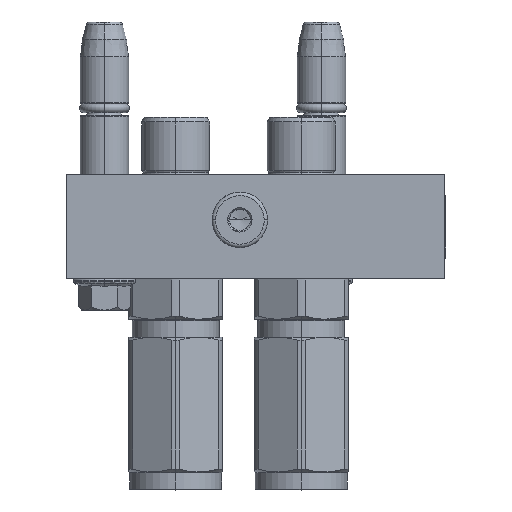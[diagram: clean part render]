
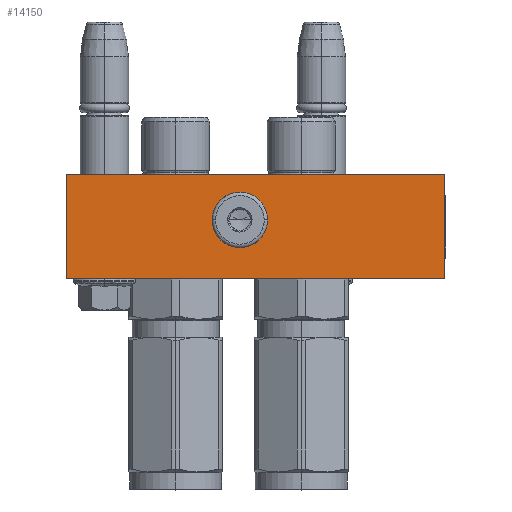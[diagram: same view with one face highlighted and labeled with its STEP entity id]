
A CAD part, front view. The second image highlights one B-rep face of the part: STEP entity #14150.
In plain terms, the highlighted face is planar.
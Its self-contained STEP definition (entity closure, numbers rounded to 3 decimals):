
#138 = FACE_OUTER_BOUND ( 'NONE', #36195, .T. ) ;
#433 = DIRECTION ( 'NONE',  ( 0., 1., 0. ) ) ;
#437 = LINE ( 'NONE', #11711, #15103 ) ;
#1792 = CARTESIAN_POINT ( 'NONE',  ( -9.72, 13., -50. ) ) ;
#2496 = CARTESIAN_POINT ( 'NONE',  ( -3.815, 7.78, -50. ) ) ;
#3021 = CARTESIAN_POINT ( 'NONE',  ( -9.545, 14.353, -50. ) ) ;
#3182 = CARTESIAN_POINT ( 'NONE',  ( -3.135, 7.916, -50. ) ) ;
#3372 = CARTESIAN_POINT ( 'NONE',  ( 0.653, 13.85, -50. ) ) ;
#4623 = ORIENTED_EDGE ( 'NONE', *, *, #15514, .T. ) ;
#4855 = B_SPLINE_CURVE_WITH_KNOTS ( 'NONE', 3,
 ( #26626, #2496, #3182, #34463, #14822, #49659, #30574, #26450, #22696, #29891, #30398, #38213, #49828, #42336 ),
 .UNSPECIFIED., .F., .F.,
 ( 4, 2, 2, 2, 2, 2, 4 ),
 ( 0.5, 0.625, 0.75, 0.875, 0.906, 0.938, 1. ),
 .UNSPECIFIED. ) ;
#5026 = ORIENTED_EDGE ( 'NONE', *, *, #8675, .F. ) ;
#5572 = CARTESIAN_POINT ( 'NONE',  ( -7.13, 8.44, -50. ) ) ;
#6368 = VERTEX_POINT ( 'NONE', #25752 ) ;
#6429 = B_SPLINE_CURVE_WITH_KNOTS ( 'NONE', 3,
 ( #49317, #37523, #13450, #14131, #45405, #25762, #9837, #41495, #17381, #48626, #5572, #18061, #40977, #22011 ),
 .UNSPECIFIED., .F., .F.,
 ( 4, 2, 2, 2, 2, 2, 4 ),
 ( 0., 0.031, 0.063, 0.125, 0.25, 0.375, 0.5 ),
 .UNSPECIFIED. ) ;
#6921 = LINE ( 'NONE', #24880, #8730 ) ;
#6942 = CARTESIAN_POINT ( 'NONE',  ( -5.185, 18.22, -50. ) ) ;
#7119 = CARTESIAN_POINT ( 'NONE',  ( -9.446, 14.679, -50. ) ) ;
#7292 = CARTESIAN_POINT ( 'NONE',  ( -9.586, 14.185, -50. ) ) ;
#8675 = EDGE_CURVE ( 'NONE', #17934, #44909, #6921, .T. ) ;
#8730 = VECTOR ( 'NONE', #13250, 1000. ) ;
#9837 = CARTESIAN_POINT ( 'NONE',  ( -9.454, 11.319, -50. ) ) ;
#10475 = CARTESIAN_POINT ( 'NONE',  ( 54.5, 0., -50. ) ) ;
#11242 = CARTESIAN_POINT ( 'NONE',  ( -8.675, 16.207, -50. ) ) ;
#11555 = DIRECTION ( 'NONE',  ( 0., 0., -1. ) ) ;
#11711 = CARTESIAN_POINT ( 'NONE',  ( 54.5, 0., -50. ) ) ;
#12137 = ORIENTED_EDGE ( 'NONE', *, *, #50512, .T. ) ;
#12344 = EDGE_CURVE ( 'NONE', #29115, #17934, #437, .T. ) ;
#13250 = DIRECTION ( 'NONE',  ( -1., 0., 0. ) ) ;
#13450 = CARTESIAN_POINT ( 'NONE',  ( -9.711, 12.656, -50. ) ) ;
#14131 = CARTESIAN_POINT ( 'NONE',  ( -9.678, 12.317, -50. ) ) ;
#14150 = ADVANCED_FACE ( 'NONE', ( #23390, #138 ), #43358, .T. ) ;
#14591 = DIRECTION ( 'NONE',  ( -1., 0., 0. ) ) ;
#14822 = CARTESIAN_POINT ( 'NONE',  ( -1.293, 8.825, -50. ) ) ;
#15103 = VECTOR ( 'NONE', #433, 1000. ) ;
#15171 = CARTESIAN_POINT ( 'NONE',  ( 0.711, 13.344, -50. ) ) ;
#15514 = EDGE_CURVE ( 'NONE', #6368, #44909, #50158, .T. ) ;
#16589 = EDGE_CURVE ( 'NONE', #32981, #40061, #6429, .T. ) ;
#17191 = CARTESIAN_POINT ( 'NONE',  ( 0.72, 13., -50. ) ) ;
#17381 = CARTESIAN_POINT ( 'NONE',  ( -8.675, 9.793, -50. ) ) ;
#17403 = EDGE_LOOP ( 'NONE', ( #25333, #31644, #12137 ) ) ;
#17934 = VERTEX_POINT ( 'NONE', #36201 ) ;
#18061 = CARTESIAN_POINT ( 'NONE',  ( -5.865, 7.915, -50. ) ) ;
#18276 = ORIENTED_EDGE ( 'NONE', *, *, #12344, .F. ) ;
#19098 = CARTESIAN_POINT ( 'NONE',  ( -5.865, 18.084, -50. ) ) ;
#19431 = CARTESIAN_POINT ( 'NONE',  ( 54.5, 0., -50. ) ) ;
#21127 = AXIS2_PLACEMENT_3D ( 'NONE', #19431, #11555, #23853 ) ;
#22011 = CARTESIAN_POINT ( 'NONE',  ( -4.5, 7.78, -50. ) ) ;
#22528 = CARTESIAN_POINT ( 'NONE',  ( -7.13, 17.561, -50. ) ) ;
#22696 = CARTESIAN_POINT ( 'NONE',  ( 0.446, 11.321, -50. ) ) ;
#22708 = CARTESIAN_POINT ( 'NONE',  ( -1.293, 17.175, -50. ) ) ;
#22885 = CARTESIAN_POINT ( 'NONE',  ( -0.325, 16.207, -50. ) ) ;
#23050 = CARTESIAN_POINT ( 'NONE',  ( -7.707, 17.175, -50. ) ) ;
#23390 = FACE_BOUND ( 'NONE', #17403, .T. ) ;
#23683 = EDGE_CURVE ( 'NONE', #40061, #32993, #4855, .T. ) ;
#23853 = DIRECTION ( 'NONE',  ( -1., 0., 0. ) ) ;
#24880 = CARTESIAN_POINT ( 'NONE',  ( 54.5, 30., -50. ) ) ;
#25037 = DIRECTION ( 'NONE',  ( 0., 1., 0. ) ) ;
#25251 = B_SPLINE_CURVE_WITH_KNOTS ( 'NONE', 3,
 ( #50027, #45935, #15171, #42347, #3372, #38057, #30749, #46455, #22885, #22708, #27150, #46614, #26642, #6942, #19098, #22528, #23050, #11242, #26464, #34645, #7119, #3021, #7292, #30412, #34294, #50534 ),
 .UNSPECIFIED., .F., .F.,
 ( 4, 2, 2, 2, 2, 2, 2, 2, 2, 2, 2, 2, 4 ),
 ( 0., 0.031, 0.062, 0.125, 0.25, 0.375, 0.5, 0.625, 0.75, 0.875, 0.906, 0.937, 1. ),
 .UNSPECIFIED. ) ;
#25333 = ORIENTED_EDGE ( 'NONE', *, *, #16589, .T. ) ;
#25752 = CARTESIAN_POINT ( 'NONE',  ( -54.5, 0., -50. ) ) ;
#25762 = CARTESIAN_POINT ( 'NONE',  ( -9.553, 11.646, -50. ) ) ;
#26450 = CARTESIAN_POINT ( 'NONE',  ( 0.388, 11.16, -50. ) ) ;
#26464 = CARTESIAN_POINT ( 'NONE',  ( -9.061, 15.629, -50. ) ) ;
#26626 = CARTESIAN_POINT ( 'NONE',  ( -4.5, 7.78, -50. ) ) ;
#26642 = CARTESIAN_POINT ( 'NONE',  ( -3.815, 18.22, -50. ) ) ;
#27150 = CARTESIAN_POINT ( 'NONE',  ( -1.87, 17.56, -50. ) ) ;
#29115 = VERTEX_POINT ( 'NONE', #33540 ) ;
#29891 = CARTESIAN_POINT ( 'NONE',  ( 0.545, 11.647, -50. ) ) ;
#30398 = CARTESIAN_POINT ( 'NONE',  ( 0.586, 11.815, -50. ) ) ;
#30412 = CARTESIAN_POINT ( 'NONE',  ( -9.686, 13.685, -50. ) ) ;
#30574 = CARTESIAN_POINT ( 'NONE',  ( 0.061, 10.371, -50. ) ) ;
#30749 = CARTESIAN_POINT ( 'NONE',  ( 0.454, 14.681, -50. ) ) ;
#31644 = ORIENTED_EDGE ( 'NONE', *, *, #23683, .T. ) ;
#32465 = VECTOR ( 'NONE', #25037, 1000. ) ;
#32725 = CARTESIAN_POINT ( 'NONE',  ( -54.5, 30., -50. ) ) ;
#32981 = VERTEX_POINT ( 'NONE', #1792 ) ;
#32993 = VERTEX_POINT ( 'NONE', #17191 ) ;
#33540 = CARTESIAN_POINT ( 'NONE',  ( 54.5, 0., -50. ) ) ;
#33986 = LINE ( 'NONE', #10475, #39517 ) ;
#34294 = CARTESIAN_POINT ( 'NONE',  ( -9.719, 13.346, -50. ) ) ;
#34463 = CARTESIAN_POINT ( 'NONE',  ( -1.87, 8.439, -50. ) ) ;
#34645 = CARTESIAN_POINT ( 'NONE',  ( -9.388, 14.84, -50. ) ) ;
#36195 = EDGE_LOOP ( 'NONE', ( #4623, #5026, #18276, #45719 ) ) ;
#36201 = CARTESIAN_POINT ( 'NONE',  ( 54.5, 30., -50. ) ) ;
#37523 = CARTESIAN_POINT ( 'NONE',  ( -9.72, 12.827, -50. ) ) ;
#38057 = CARTESIAN_POINT ( 'NONE',  ( 0.553, 14.354, -50. ) ) ;
#38213 = CARTESIAN_POINT ( 'NONE',  ( 0.686, 12.315, -50. ) ) ;
#39517 = VECTOR ( 'NONE', #14591, 1000. ) ;
#40061 = VERTEX_POINT ( 'NONE', #46953 ) ;
#40930 = CARTESIAN_POINT ( 'NONE',  ( -54.5, 0., -50. ) ) ;
#40977 = CARTESIAN_POINT ( 'NONE',  ( -5.185, 7.78, -50. ) ) ;
#41495 = CARTESIAN_POINT ( 'NONE',  ( -9.061, 10.37, -50. ) ) ;
#42336 = CARTESIAN_POINT ( 'NONE',  ( 0.72, 13., -50. ) ) ;
#42347 = CARTESIAN_POINT ( 'NONE',  ( 0.678, 13.683, -50. ) ) ;
#43358 = PLANE ( 'NONE',  #21127 ) ;
#44909 = VERTEX_POINT ( 'NONE', #32725 ) ;
#45024 = EDGE_CURVE ( 'NONE', #29115, #6368, #33986, .T. ) ;
#45405 = CARTESIAN_POINT ( 'NONE',  ( -9.653, 12.15, -50. ) ) ;
#45719 = ORIENTED_EDGE ( 'NONE', *, *, #45024, .T. ) ;
#45935 = CARTESIAN_POINT ( 'NONE',  ( 0.72, 13.173, -50. ) ) ;
#46455 = CARTESIAN_POINT ( 'NONE',  ( 0.061, 15.63, -50. ) ) ;
#46614 = CARTESIAN_POINT ( 'NONE',  ( -3.135, 18.085, -50. ) ) ;
#46953 = CARTESIAN_POINT ( 'NONE',  ( -4.5, 7.78, -50. ) ) ;
#48626 = CARTESIAN_POINT ( 'NONE',  ( -7.707, 8.825, -50. ) ) ;
#49317 = CARTESIAN_POINT ( 'NONE',  ( -9.72, 13., -50. ) ) ;
#49659 = CARTESIAN_POINT ( 'NONE',  ( -0.325, 9.793, -50. ) ) ;
#49828 = CARTESIAN_POINT ( 'NONE',  ( 0.719, 12.654, -50. ) ) ;
#50027 = CARTESIAN_POINT ( 'NONE',  ( 0.72, 13., -50. ) ) ;
#50158 = LINE ( 'NONE', #40930, #32465 ) ;
#50512 = EDGE_CURVE ( 'NONE', #32993, #32981, #25251, .T. ) ;
#50534 = CARTESIAN_POINT ( 'NONE',  ( -9.72, 13., -50. ) ) ;
